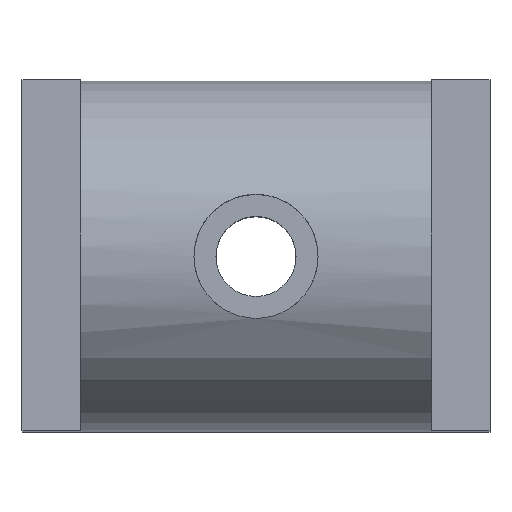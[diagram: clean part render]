
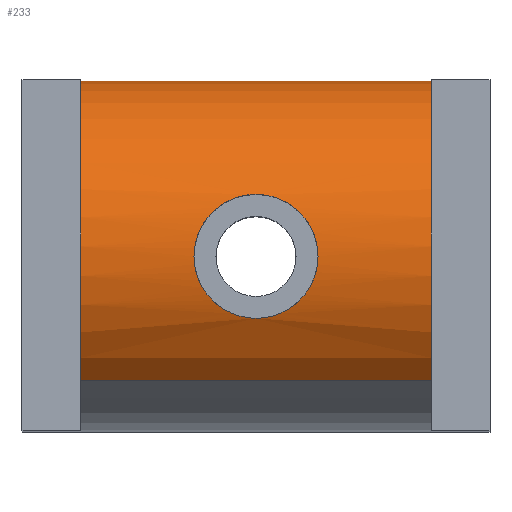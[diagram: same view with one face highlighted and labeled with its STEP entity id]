
A CAD part, top view. The second image highlights one B-rep face of the part: STEP entity #233.
In plain terms, the highlighted cylindrical face has radius 19.05 mm (diameter 38.1 mm), a partial arc.
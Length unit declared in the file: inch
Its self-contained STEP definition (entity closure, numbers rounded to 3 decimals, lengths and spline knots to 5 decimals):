
#130=CARTESIAN_POINT('',(0.75,0.,0.75));
#131=DIRECTION('',(-1.0,0.,0.));
#132=DIRECTION('',(0.,-0.707,0.707));
#133=AXIS2_PLACEMENT_3D('',#130,#131,#132);
#134=CYLINDRICAL_SURFACE('',#133,0.75);
#135=CARTESIAN_POINT('',(0.75,-0.53033,1.28033));
#136=VERTEX_POINT('',#135);
#137=CARTESIAN_POINT('',(-0.75,-0.53033,1.28033));
#138=VERTEX_POINT('',#137);
#139=CARTESIAN_POINT('',(0.75,-0.53033,1.28033));
#140=DIRECTION('',(-1.0,0.0,0.0));
#141=VECTOR('',#140,1.5);
#142=LINE('',#139,#141);
#143=EDGE_CURVE('',#136,#138,#142,.T.);
#144=ORIENTED_EDGE('',*,*,#143,.F.);
#145=CARTESIAN_POINT('',(0.75,0.75,0.75));
#146=VERTEX_POINT('',#145);
#147=CARTESIAN_POINT('',(0.75,0.,0.75));
#148=DIRECTION('',(1.0,0.,0.));
#149=DIRECTION('',(0.,0.707,0.707));
#150=AXIS2_PLACEMENT_3D('',#147,#148,#149);
#151=CIRCLE('',#150,0.75);
#152=EDGE_CURVE('',#146,#136,#151,.T.);
#153=ORIENTED_EDGE('',*,*,#152,.F.);
#154=CARTESIAN_POINT('',(-0.75,0.75,0.75));
#155=VERTEX_POINT('',#154);
#156=CARTESIAN_POINT('',(0.75,0.75,0.75));
#157=DIRECTION('',(-1.0,0.0,0.0));
#158=VECTOR('',#157,1.5);
#159=LINE('',#156,#158);
#160=EDGE_CURVE('',#146,#155,#159,.T.);
#161=ORIENTED_EDGE('',*,*,#160,.T.);
#162=CARTESIAN_POINT('',(-0.75,0.,0.75));
#163=DIRECTION('',(1.0,0.,0.));
#164=DIRECTION('',(0.,-0.707,0.707));
#165=AXIS2_PLACEMENT_3D('',#162,#163,#164);
#166=CIRCLE('',#165,0.75);
#167=EDGE_CURVE('',#155,#138,#166,.T.);
#168=ORIENTED_EDGE('',*,*,#167,.T.);
#169=EDGE_LOOP('',(#144,#153,#161,#168));
#170=FACE_OUTER_BOUND('',#169,.T.);
#171=CARTESIAN_POINT('',(-0.265,0.,1.5));
#172=VERTEX_POINT('',#171);
#173=CARTESIAN_POINT('',(0.,0.265,1.45162));
#174=VERTEX_POINT('',#173);
#175=CARTESIAN_POINT('',(-0.265,0.,1.5));
#176=CARTESIAN_POINT('',(-0.265,0.03358,1.5));
#177=CARTESIAN_POINT('',(-0.25823,0.06921,1.49752));
#178=CARTESIAN_POINT('',(-0.23109,0.13442,1.48859));
#179=CARTESIAN_POINT('',(-0.21074,0.16402,1.48224));
#180=CARTESIAN_POINT('',(-0.16401,0.21076,1.47018));
#181=CARTESIAN_POINT('',(-0.13441,0.2311,1.46365));
#182=CARTESIAN_POINT('',(-0.06922,0.25823,1.45429));
#183=CARTESIAN_POINT('',(-0.0336,0.265,1.45162));
#184=CARTESIAN_POINT('',(0.,0.265,1.45162));
#185=B_SPLINE_CURVE_WITH_KNOTS('',3,(#175,#176,#177,#178,#179,#180,#181,#182,#183,#184),.UNSPECIFIED.,.F.,.U.,(4,2,2,2,4),(0.40308,0.50382,0.60457,0.70537,0.80617),.UNSPECIFIED.);
#186=EDGE_CURVE('',#172,#174,#185,.T.);
#187=ORIENTED_EDGE('',*,*,#186,.T.);
#188=CARTESIAN_POINT('',(0.265,0.,1.5));
#189=VERTEX_POINT('',#188);
#190=CARTESIAN_POINT('',(0.,0.265,1.45162));
#191=CARTESIAN_POINT('',(0.0336,0.265,1.45162));
#192=CARTESIAN_POINT('',(0.06922,0.25823,1.45429));
#193=CARTESIAN_POINT('',(0.13441,0.2311,1.46365));
#194=CARTESIAN_POINT('',(0.16401,0.21076,1.47018));
#195=CARTESIAN_POINT('',(0.21074,0.16402,1.48224));
#196=CARTESIAN_POINT('',(0.23109,0.13442,1.48859));
#197=CARTESIAN_POINT('',(0.25823,0.06921,1.49752));
#198=CARTESIAN_POINT('',(0.265,0.03358,1.5));
#199=CARTESIAN_POINT('',(0.265,0.,1.5));
#200=B_SPLINE_CURVE_WITH_KNOTS('',3,(#190,#191,#192,#193,#194,#195,#196,#197,#198,#199),.UNSPECIFIED.,.F.,.U.,(4,2,2,2,4),(0.80617,0.90697,1.00777,1.10851,1.20925),.UNSPECIFIED.);
#201=EDGE_CURVE('',#174,#189,#200,.T.);
#202=ORIENTED_EDGE('',*,*,#201,.T.);
#203=CARTESIAN_POINT('',(0.,-0.265,1.45162));
#204=VERTEX_POINT('',#203);
#205=CARTESIAN_POINT('',(0.265,0.,1.5));
#206=CARTESIAN_POINT('',(0.265,-0.03358,1.5));
#207=CARTESIAN_POINT('',(0.25823,-0.06921,1.49752));
#208=CARTESIAN_POINT('',(0.23109,-0.13442,1.48859));
#209=CARTESIAN_POINT('',(0.21074,-0.16402,1.48224));
#210=CARTESIAN_POINT('',(0.16401,-0.21076,1.47018));
#211=CARTESIAN_POINT('',(0.13441,-0.2311,1.46365));
#212=CARTESIAN_POINT('',(0.06922,-0.25823,1.45429));
#213=CARTESIAN_POINT('',(0.0336,-0.265,1.45162));
#214=CARTESIAN_POINT('',(0.,-0.265,1.45162));
#215=B_SPLINE_CURVE_WITH_KNOTS('',3,(#205,#206,#207,#208,#209,#210,#211,#212,#213,#214),.UNSPECIFIED.,.F.,.U.,(4,2,2,2,4),(1.20925,1.30999,1.41073,1.51153,1.61233),.UNSPECIFIED.);
#216=EDGE_CURVE('',#189,#204,#215,.T.);
#217=ORIENTED_EDGE('',*,*,#216,.T.);
#218=CARTESIAN_POINT('',(0.,-0.265,1.45162));
#219=CARTESIAN_POINT('',(-0.0336,-0.265,1.45162));
#220=CARTESIAN_POINT('',(-0.06922,-0.25823,1.45429));
#221=CARTESIAN_POINT('',(-0.13441,-0.2311,1.46365));
#222=CARTESIAN_POINT('',(-0.16401,-0.21076,1.47018));
#223=CARTESIAN_POINT('',(-0.21074,-0.16402,1.48224));
#224=CARTESIAN_POINT('',(-0.23109,-0.13442,1.48859));
#225=CARTESIAN_POINT('',(-0.25823,-0.06921,1.49752));
#226=CARTESIAN_POINT('',(-0.265,-0.03358,1.5));
#227=CARTESIAN_POINT('',(-0.265,0.,1.5));
#228=B_SPLINE_CURVE_WITH_KNOTS('',3,(#218,#219,#220,#221,#222,#223,#224,#225,#226,#227),.UNSPECIFIED.,.F.,.U.,(4,2,2,2,4),(1.61233,1.71313,1.81393,1.91468,2.01542),.UNSPECIFIED.);
#229=EDGE_CURVE('',#204,#172,#228,.T.);
#230=ORIENTED_EDGE('',*,*,#229,.T.);
#231=EDGE_LOOP('',(#187,#202,#217,#230));
#232=FACE_BOUND('',#231,.T.);
#233=ADVANCED_FACE('',(#170,#232),#134,.T.);
